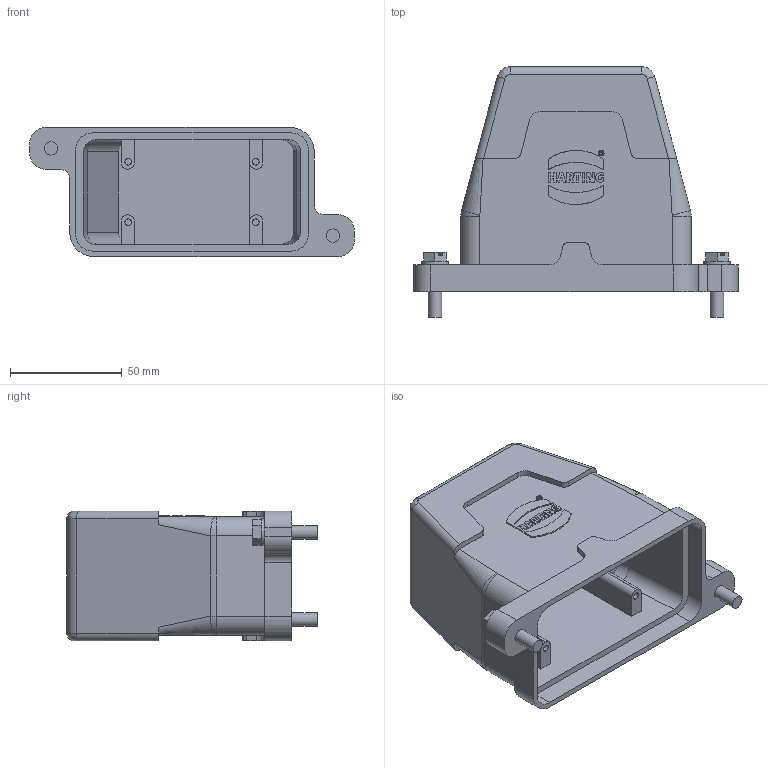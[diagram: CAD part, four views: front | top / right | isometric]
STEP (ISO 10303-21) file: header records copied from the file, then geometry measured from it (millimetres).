
FILE_DESCRIPTION(/* description */ (''),/* implementation_level */ '2;1');
FILE_NAME(/* name */ '100121694ugm000_b.stp',/* time_stamp */ '2017-11-06T09:13:40+01:00',/* author */ (''),/* organization */ (''),/* preprocessor_version */ 'ST-DEVELOPER v16',/* originating_system */ 'SIEMENS PLM Software NX 10.0',/* authorisation */ '');
FILE_SCHEMA (('AUTOMOTIVE_DESIGN { 1 0 10303 214 3 1 1 1 }'));
Length unit declared in the file: millimetre
Products named in the file (1): 100121694ugm000_b
Bounding box: 145 x 111.9 x 58 mm (x, y, z)
Volume: 162397.4 mm3; surface area: 71273.2 mm2
Topology: 1 solids, 1 shells, 389 faces, 1016 edges, 675 vertices
Faces by surface type: plane 280, cylinder 85, bspline 24
Full cylindrical faces by diameter (mm): 1.575 x2, 2.429 x2, 3 x4, 6 x2, 12 x2, 32 x1
Entity records: 13895 total; most frequent: CARTESIAN_POINT 3055, ORIENTED_EDGE 2004, DIRECTION 1854, EDGE_CURVE 1002, LINE 794, VECTOR 794, VERTEX_POINT 670, AXIS2_PLACEMENT_3D 530
